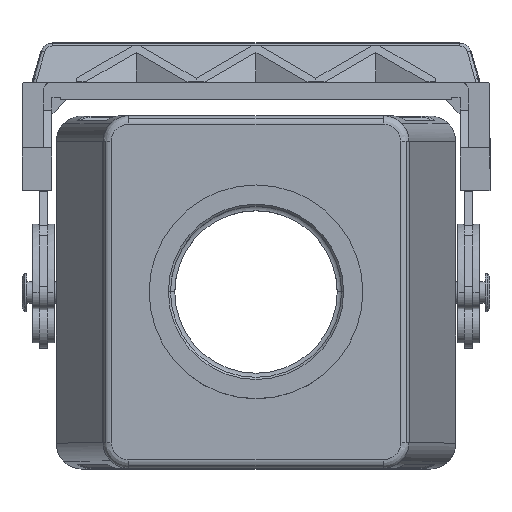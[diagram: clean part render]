
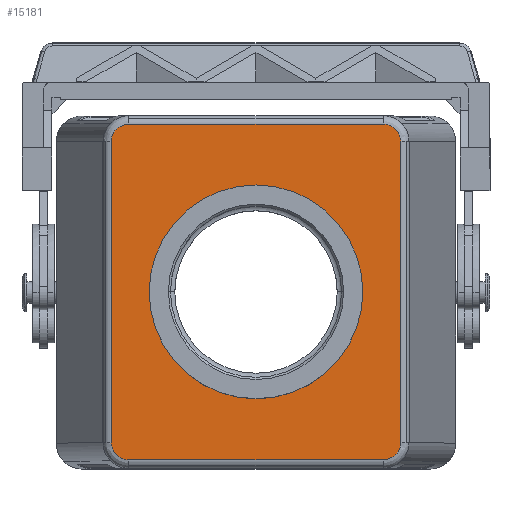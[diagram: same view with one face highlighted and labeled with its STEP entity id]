
A CAD part, top view. The second image highlights one B-rep face of the part: STEP entity #15181.
In plain terms, the highlighted planar face has unit normal (0, 0, 1).
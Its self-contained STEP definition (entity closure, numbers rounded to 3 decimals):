
#2482=CARTESIAN_POINT('',(0.0,25.0,91.));
#2483=VERTEX_POINT('',#2482);
#2499=CARTESIAN_POINT('',(0.,-25.,91.0));
#2500=VERTEX_POINT('',#2499);
#2507=CARTESIAN_POINT('',(0.0,0.,91.));
#2508=DIRECTION('',(0.0,0.0,-1.0));
#2509=DIRECTION('',(0.0,1.0,0.0));
#2510=AXIS2_PLACEMENT_3D('',#2507,#2508,#2509);
#2511=CIRCLE('',#2510,25.0);
#2512=EDGE_CURVE('',#2483,#2500,#2511,.T.);
#4529=CARTESIAN_POINT('',(33.835,35.25,91.));
#4530=VERTEX_POINT('',#4529);
#4538=CARTESIAN_POINT('',(33.835,-35.25,91.));
#4539=VERTEX_POINT('',#4538);
#4540=CARTESIAN_POINT('',(33.835,35.25,91.));
#4541=DIRECTION('',(0.0,-1.0,0.0));
#4542=VECTOR('',#4541,70.5);
#4543=LINE('',#4540,#4542);
#4544=EDGE_CURVE('',#4530,#4539,#4543,.T.);
#14876=CARTESIAN_POINT('',(-29.768,-39.25,91.));
#14877=VERTEX_POINT('',#14876);
#14885=CARTESIAN_POINT('',(-33.835,-35.25,91.));
#14886=VERTEX_POINT('',#14885);
#14887=CARTESIAN_POINT('',(-29.768,-35.25,91.));
#14888=DIRECTION('',(0.0,0.0,-1.0));
#14889=DIRECTION('',(-1.0,0.0,0.0));
#14890=AXIS2_PLACEMENT_3D('',#14887,#14888,#14889);
#14891=ELLIPSE('',#14890,4.067,4.);
#14892=EDGE_CURVE('',#14877,#14886,#14891,.T.);
#14920=CARTESIAN_POINT('',(-33.835,35.25,91.));
#14921=VERTEX_POINT('',#14920);
#14922=CARTESIAN_POINT('',(-33.835,-35.25,91.));
#14923=DIRECTION('',(0.0,1.0,0.0));
#14924=VECTOR('',#14923,70.5);
#14925=LINE('',#14922,#14924);
#14926=EDGE_CURVE('',#14886,#14921,#14925,.T.);
#14944=CARTESIAN_POINT('',(-29.768,39.25,91.));
#14945=VERTEX_POINT('',#14944);
#14953=CARTESIAN_POINT('',(29.768,39.25,91.));
#14954=VERTEX_POINT('',#14953);
#14955=CARTESIAN_POINT('',(-29.768,39.25,91.));
#14956=DIRECTION('',(1.0,0.0,0.0));
#14957=VECTOR('',#14956,59.535);
#14958=LINE('',#14955,#14957);
#14959=EDGE_CURVE('',#14945,#14954,#14958,.T.);
#15034=CARTESIAN_POINT('',(-29.768,35.25,91.));
#15035=DIRECTION('',(0.0,0.0,-1.0));
#15036=DIRECTION('',(-1.0,0.0,0.0));
#15037=AXIS2_PLACEMENT_3D('',#15034,#15035,#15036);
#15038=ELLIPSE('',#15037,4.067,4.0);
#15039=EDGE_CURVE('',#14921,#14945,#15038,.T.);
#15050=CARTESIAN_POINT('',(29.768,-39.25,91.));
#15051=VERTEX_POINT('',#15050);
#15059=CARTESIAN_POINT('',(29.768,-39.25,91.));
#15060=DIRECTION('',(-1.0,0.0,0.0));
#15061=VECTOR('',#15060,59.535);
#15062=LINE('',#15059,#15061);
#15063=EDGE_CURVE('',#15051,#14877,#15062,.T.);
#15140=CARTESIAN_POINT('',(29.768,-35.25,91.));
#15141=DIRECTION('',(0.0,0.0,-1.0));
#15142=DIRECTION('',(1.0,0.0,0.0));
#15143=AXIS2_PLACEMENT_3D('',#15140,#15141,#15142);
#15144=ELLIPSE('',#15143,4.067,4.);
#15145=EDGE_CURVE('',#4539,#15051,#15144,.T.);
#15150=CARTESIAN_POINT('',(35.5,0.0,91.));
#15151=DIRECTION('',(0.0,0.0,1.0));
#15152=DIRECTION('',(1.0,0.0,0.0));
#15153=AXIS2_PLACEMENT_3D('',#15150,#15151,#15152);
#15154=PLANE('',#15153);
#15155=CARTESIAN_POINT('',(29.768,35.25,91.));
#15156=DIRECTION('',(0.0,0.0,-1.0));
#15157=DIRECTION('',(1.0,0.0,0.0));
#15158=AXIS2_PLACEMENT_3D('',#15155,#15156,#15157);
#15159=ELLIPSE('',#15158,4.067,4.);
#15160=EDGE_CURVE('',#14954,#4530,#15159,.T.);
#15161=ORIENTED_EDGE('',*,*,#15160,.F.);
#15162=ORIENTED_EDGE('',*,*,#14959,.F.);
#15163=ORIENTED_EDGE('',*,*,#15039,.F.);
#15164=ORIENTED_EDGE('',*,*,#14926,.F.);
#15165=ORIENTED_EDGE('',*,*,#14892,.F.);
#15166=ORIENTED_EDGE('',*,*,#15063,.F.);
#15167=ORIENTED_EDGE('',*,*,#15145,.F.);
#15168=ORIENTED_EDGE('',*,*,#4544,.F.);
#15169=EDGE_LOOP('',(#15161,#15162,#15163,#15164,#15165,#15166,#15167,#15168));
#15170=FACE_OUTER_BOUND('',#15169,.T.);
#15171=ORIENTED_EDGE('',*,*,#2512,.T.);
#15172=CARTESIAN_POINT('',(0.0,0.,91.));
#15173=DIRECTION('',(0.0,0.0,-1.0));
#15174=DIRECTION('',(0.0,1.0,0.0));
#15175=AXIS2_PLACEMENT_3D('',#15172,#15173,#15174);
#15176=CIRCLE('',#15175,25.0);
#15177=EDGE_CURVE('',#2500,#2483,#15176,.T.);
#15178=ORIENTED_EDGE('',*,*,#15177,.T.);
#15179=EDGE_LOOP('',(#15171,#15178));
#15180=FACE_BOUND('',#15179,.T.);
#15181=ADVANCED_FACE('',(#15170,#15180),#15154,.T.);
